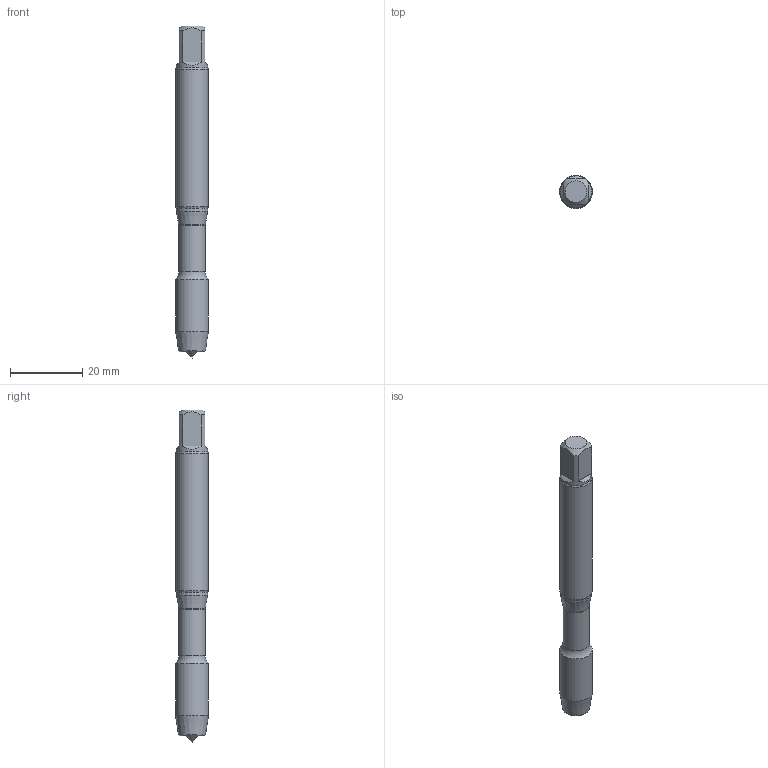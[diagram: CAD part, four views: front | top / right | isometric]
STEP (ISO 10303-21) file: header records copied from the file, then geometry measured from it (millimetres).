
FILE_DESCRIPTION(/* description */ (''),/* implementation_level */ '2;1');
FILE_NAME(/* name */ 'T32-PN01B03-9X1.25-63L.stp',/* time_stamp */ '2022-05-05T14:22:06+02:00',/* author */ (''),/* organization */ (''),/* preprocessor_version */ 'ST-DEVELOPER v18.1',/* originating_system */ 'SIEMENS PLM Software NX 2000',/* authorisation */ '');
FILE_SCHEMA (('AUTOMOTIVE_DESIGN { 1 0 10303 214 3 1 1 1 }'));
Length unit declared in the file: millimetre
Products named in the file (1): AGU287C97CBeo6j
Bounding box: 9.11 x 9.11 x 91.7 mm (x, y, z)
Volume: 5155.4 mm3; surface area: 2645.4 mm2
Topology: 2 solids, 2 shells, 26 faces, 61 edges, 43 vertices
Faces by surface type: plane 12, cylinder 5, cone 5, torus 4
Full cylindrical faces by diameter (mm): 7.35 x1, 8.7 x2, 9 x1, 9.113 x1
Entity records: 724 total; most frequent: CARTESIAN_POINT 132, DIRECTION 118, ORIENTED_EDGE 78, AXIS2_PLACEMENT_3D 53, EDGE_LOOP 40, EDGE_CURVE 39, VERTEX_POINT 32, FACE_BOUND 30
